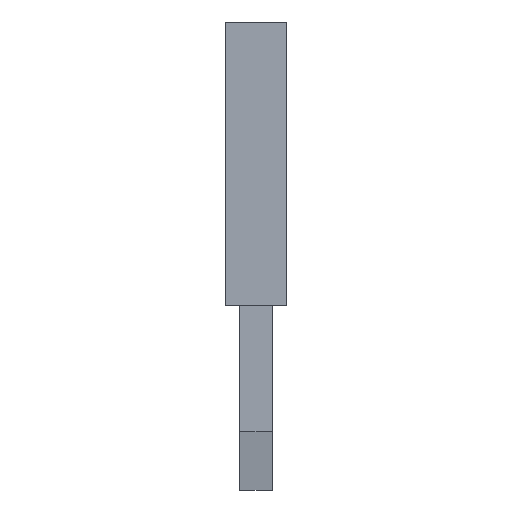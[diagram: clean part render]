
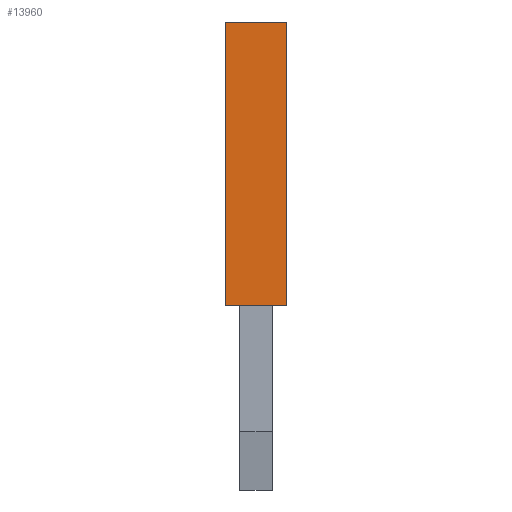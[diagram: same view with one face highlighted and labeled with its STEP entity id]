
A CAD part, left-side view. The second image highlights one B-rep face of the part: STEP entity #13960.
In plain terms, the highlighted face is planar.
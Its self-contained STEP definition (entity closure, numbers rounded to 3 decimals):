
#6620=CARTESIAN_POINT('',(5.607,-22.775,
120.76));
#6630=VERTEX_POINT('',#6620);
#6660=CARTESIAN_POINT('',(5.607,-12.305,120.76))
;
#6670=DIRECTION('',(0.,1.,0.));
#6680=VECTOR('',#6670,1.);
#6690=LINE('',#6660,#6680);
#6700=CARTESIAN_POINT('',(5.607,-8.875,
120.76));
#6710=VERTEX_POINT('',#6700);
#6720=EDGE_CURVE('',#6630,#6710,#6690,.T.);
#7430=CARTESIAN_POINT('',(2.607,-8.875,
120.76));
#7440=VERTEX_POINT('',#7430);
#7470=CARTESIAN_POINT('',(2.607,-12.305,120.76))
;
#7480=DIRECTION('',(0.,1.,0.));
#7490=VECTOR('',#7480,1.);
#7500=LINE('',#7470,#7490);
#7510=CARTESIAN_POINT('',(2.607,-22.775,
120.76));
#7520=VERTEX_POINT('',#7510);
#7530=EDGE_CURVE('',#7520,#7440,#7500,.T.);
#13750=CARTESIAN_POINT('',(5.607,-9.175,
120.76));
#13760=DIRECTION('',(0.,-0.,1.));
#13770=DIRECTION('',(0.,1.,0.));
#13780=AXIS2_PLACEMENT_3D('',#13750,#13760,#13770);
#13790=PLANE('',#13780);
#13800=CARTESIAN_POINT('',(5.607,-22.775,
120.76));
#13810=DIRECTION('',(-1.,0.,0.));
#13820=VECTOR('',#13810,1.);
#13830=LINE('',#13800,#13820);
#13840=EDGE_CURVE('',#6630,#7520,#13830,.T.);
#13850=ORIENTED_EDGE('',*,*,#13840,.F.);
#13860=ORIENTED_EDGE('',*,*,#7530,.F.);
#13870=CARTESIAN_POINT('',(5.607,-8.875,
120.76));
#13880=DIRECTION('',(1.,0.,0.));
#13890=VECTOR('',#13880,1.);
#13900=LINE('',#13870,#13890);
#13910=EDGE_CURVE('',#7440,#6710,#13900,.T.);
#13920=ORIENTED_EDGE('',*,*,#13910,.F.);
#13930=ORIENTED_EDGE('',*,*,#6720,.T.);
#13940=EDGE_LOOP('',(#13930,#13920,#13860,#13850));
#13950=FACE_OUTER_BOUND('',#13940,.T.);
#13960=ADVANCED_FACE('',(#13950),#13790,.T.);
